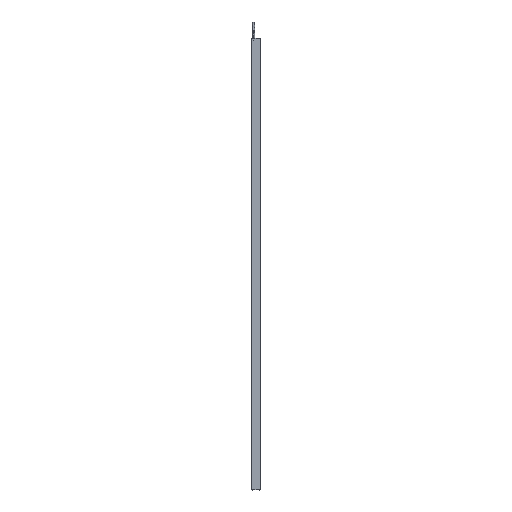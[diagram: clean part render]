
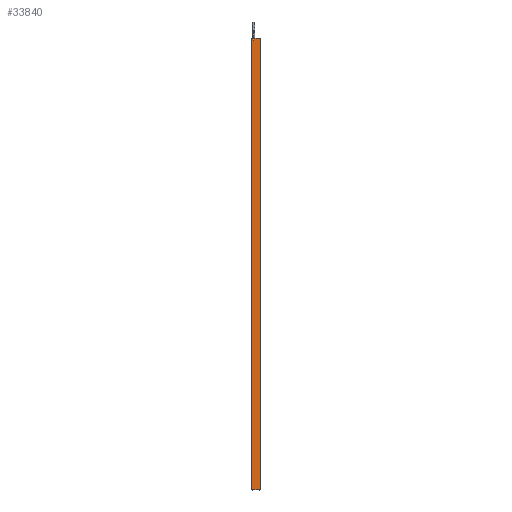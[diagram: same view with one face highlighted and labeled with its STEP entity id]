
A CAD part, front view. The second image highlights one B-rep face of the part: STEP entity #33840.
In plain terms, the highlighted planar face has unit normal (0, -1, 0).
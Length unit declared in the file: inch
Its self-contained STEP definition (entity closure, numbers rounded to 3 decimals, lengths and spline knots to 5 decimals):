
#405 = CARTESIAN_POINT ( 'NONE',  ( 1.3084, 1.82955, 31.06469 ) ) ;
#613 = VECTOR ( 'NONE', #19066, 39.37008 ) ;
#1211 = CARTESIAN_POINT ( 'NONE',  ( 1.3084, 1.82955, 1.06469 ) ) ;
#4145 = CARTESIAN_POINT ( 'NONE',  ( 1.3084, 1.82955, 31.06469 ) ) ;
#6573 = CARTESIAN_POINT ( 'NONE',  ( 1.90447, 1.82955, 1.06469 ) ) ;
#6721 = DIRECTION ( 'NONE',  ( 1., 0., 0. ) ) ;
#7697 = VERTEX_POINT ( 'NONE', #6573 ) ;
#7903 = VECTOR ( 'NONE', #6721, 39.37008 ) ;
#7910 = ORIENTED_EDGE ( 'NONE', *, *, #29965, .T. ) ;
#9837 = LINE ( 'NONE', #35829, #613 ) ;
#12849 = DIRECTION ( 'NONE',  ( -1., 0., 0. ) ) ;
#14105 = LINE ( 'NONE', #21498, #16699 ) ;
#16093 = EDGE_LOOP ( 'NONE', ( #31275, #26607, #18894, #7910 ) ) ;
#16292 = FACE_OUTER_BOUND ( 'NONE', #16093, .T. ) ;
#16699 = VECTOR ( 'NONE', #26772, 39.37008 ) ;
#17291 = LINE ( 'NONE', #405, #36128 ) ;
#17669 = VERTEX_POINT ( 'NONE', #20872 ) ;
#18323 = DIRECTION ( 'NONE',  ( 0., 1., 0. ) ) ;
#18894 = ORIENTED_EDGE ( 'NONE', *, *, #29315, .F. ) ;
#19066 = DIRECTION ( 'NONE',  ( 0., 0., -1. ) ) ;
#19873 = VERTEX_POINT ( 'NONE', #32807 ) ;
#20173 = EDGE_CURVE ( 'NONE', #17669, #7697, #14105, .T. ) ;
#20872 = CARTESIAN_POINT ( 'NONE',  ( 1.90447, 1.82955, 31.06469 ) ) ;
#20900 = PLANE ( 'NONE',  #21429 ) ;
#21429 = AXIS2_PLACEMENT_3D ( 'NONE', #4145, #18323, #12849 ) ;
#21498 = CARTESIAN_POINT ( 'NONE',  ( 1.90447, 1.82955, 31.06469 ) ) ;
#22206 = EDGE_CURVE ( 'NONE', #19873, #7697, #25434, .T. ) ;
#24159 = DIRECTION ( 'NONE',  ( 1., 0., 0. ) ) ;
#25332 = CARTESIAN_POINT ( 'NONE',  ( 1.3084, 1.82955, 31.06469 ) ) ;
#25434 = LINE ( 'NONE', #1211, #7903 ) ;
#26607 = ORIENTED_EDGE ( 'NONE', *, *, #20173, .F. ) ;
#26772 = DIRECTION ( 'NONE',  ( 0., 0., -1. ) ) ;
#29315 = EDGE_CURVE ( 'NONE', #32758, #17669, #17291, .T. ) ;
#29965 = EDGE_CURVE ( 'NONE', #32758, #19873, #9837, .T. ) ;
#31275 = ORIENTED_EDGE ( 'NONE', *, *, #22206, .T. ) ;
#32758 = VERTEX_POINT ( 'NONE', #25332 ) ;
#32807 = CARTESIAN_POINT ( 'NONE',  ( 1.3084, 1.82955, 1.06469 ) ) ;
#33840 = ADVANCED_FACE ( 'NONE', ( #16292 ), #20900, .F. ) ;
#35829 = CARTESIAN_POINT ( 'NONE',  ( 1.3084, 1.82955, 31.06469 ) ) ;
#36128 = VECTOR ( 'NONE', #24159, 39.37008 ) ;
